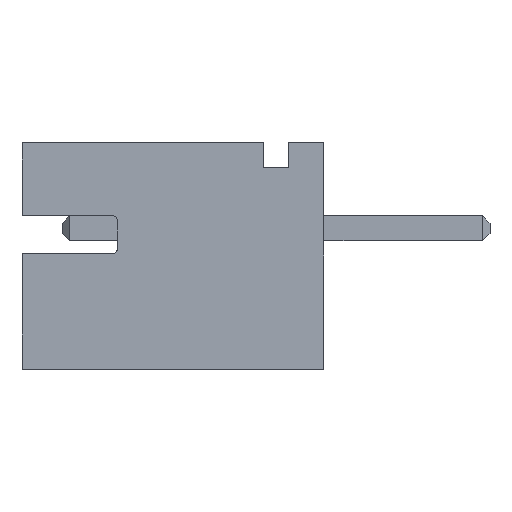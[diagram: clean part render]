
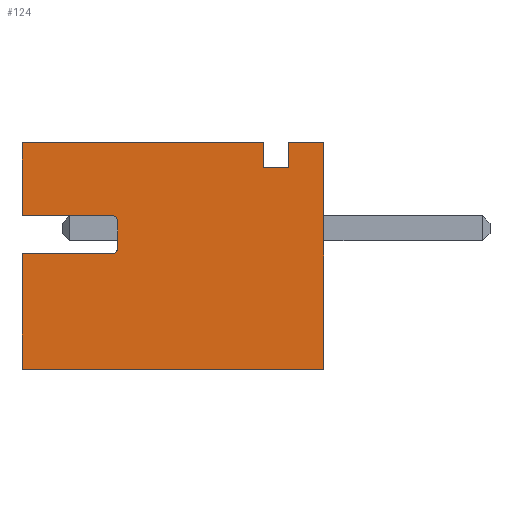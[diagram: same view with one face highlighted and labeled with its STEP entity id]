
A CAD part, left-side view. The second image highlights one B-rep face of the part: STEP entity #124.
In plain terms, the highlighted planar face has unit normal (-1, 0, 0).
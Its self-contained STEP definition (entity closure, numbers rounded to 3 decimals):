
#64 = CIRCLE ( 'NONE', #2990, 0.1 ) ;
#103 = LINE ( 'NONE', #3780, #1637 ) ;
#124 = ADVANCED_FACE ( 'NONE', ( #3531 ), #3557, .F. ) ;
#171 = LINE ( 'NONE', #5008, #475 ) ;
#197 = CARTESIAN_POINT ( 'NONE',  ( -4.95, 4.1, 0.15 ) ) ;
#225 = VECTOR ( 'NONE', #2848, 1000. ) ;
#314 = DIRECTION ( 'NONE',  ( 1., 0., 0. ) ) ;
#453 = ORIENTED_EDGE ( 'NONE', *, *, #4205, .T. ) ;
#470 = DIRECTION ( 'NONE',  ( 0., 0., 1. ) ) ;
#475 = VECTOR ( 'NONE', #1447, 1000. ) ;
#502 = LINE ( 'NONE', #931, #1966 ) ;
#516 = EDGE_CURVE ( 'NONE', #4374, #4643, #5017, .T. ) ;
#553 = DIRECTION ( 'NONE',  ( 1., 0., 0. ) ) ;
#603 = EDGE_CURVE ( 'NONE', #4510, #2680, #502, .T. ) ;
#611 = ORIENTED_EDGE ( 'NONE', *, *, #3532, .T. ) ;
#666 = ORIENTED_EDGE ( 'NONE', *, *, #1059, .T. ) ;
#699 = CARTESIAN_POINT ( 'NONE',  ( -4.95, 4.1, 0.7 ) ) ;
#882 = LINE ( 'NONE', #4926, #225 ) ;
#896 = CARTESIAN_POINT ( 'NONE',  ( -4.95, 4.2, 0.15 ) ) ;
#931 = CARTESIAN_POINT ( 'NONE',  ( -4.95, 6., -2.25 ) ) ;
#952 = CARTESIAN_POINT ( 'NONE',  ( -4.95, 6., -2.25 ) ) ;
#955 = CARTESIAN_POINT ( 'NONE',  ( -4.95, 0.7, 2.25 ) ) ;
#1024 = VERTEX_POINT ( 'NONE', #2016 ) ;
#1059 = EDGE_CURVE ( 'NONE', #1747, #3189, #882, .T. ) ;
#1084 = LINE ( 'NONE', #699, #2869 ) ;
#1092 = ORIENTED_EDGE ( 'NONE', *, *, #1440, .F. ) ;
#1134 = DIRECTION ( 'NONE',  ( 0., 0., -1. ) ) ;
#1177 = VECTOR ( 'NONE', #470, 1000. ) ;
#1387 = EDGE_CURVE ( 'NONE', #5072, #1665, #64, .T. ) ;
#1418 = CARTESIAN_POINT ( 'NONE',  ( -4.95, 0.7, 1.75 ) ) ;
#1440 = EDGE_CURVE ( 'NONE', #2128, #1024, #171, .T. ) ;
#1447 = DIRECTION ( 'NONE',  ( 0., -1., 0. ) ) ;
#1488 = EDGE_CURVE ( 'NONE', #4438, #1751, #2907, .T. ) ;
#1541 = DIRECTION ( 'NONE',  ( 0., 0., -1. ) ) ;
#1637 = VECTOR ( 'NONE', #4924, 1000. ) ;
#1638 = VERTEX_POINT ( 'NONE', #2698 ) ;
#1660 = VECTOR ( 'NONE', #4921, 1000. ) ;
#1665 = VERTEX_POINT ( 'NONE', #3644 ) ;
#1724 = ORIENTED_EDGE ( 'NONE', *, *, #516, .T. ) ;
#1747 = VERTEX_POINT ( 'NONE', #1418 ) ;
#1751 = VERTEX_POINT ( 'NONE', #3461 ) ;
#1786 = CARTESIAN_POINT ( 'NONE',  ( -4.95, 6., 0.8 ) ) ;
#1841 = ORIENTED_EDGE ( 'NONE', *, *, #3499, .T. ) ;
#1864 = LINE ( 'NONE', #1786, #3545 ) ;
#1870 = LINE ( 'NONE', #4225, #5065 ) ;
#1954 = CARTESIAN_POINT ( 'NONE',  ( -4.95, 4.2, 0.8 ) ) ;
#1966 = VECTOR ( 'NONE', #3821, 1000. ) ;
#2016 = CARTESIAN_POINT ( 'NONE',  ( -4.95, 0., 2.25 ) ) ;
#2116 = LINE ( 'NONE', #3320, #1660 ) ;
#2128 = VERTEX_POINT ( 'NONE', #955 ) ;
#2197 = DIRECTION ( 'NONE',  ( 0., -1., 0. ) ) ;
#2245 = ORIENTED_EDGE ( 'NONE', *, *, #603, .F. ) ;
#2310 = CARTESIAN_POINT ( 'NONE',  ( -4.95, 6., -2.25 ) ) ;
#2466 = DIRECTION ( 'NONE',  ( 0., 0., -1. ) ) ;
#2547 = ORIENTED_EDGE ( 'NONE', *, *, #2808, .T. ) ;
#2598 = DIRECTION ( 'NONE',  ( 0., 0., -1. ) ) ;
#2620 = ORIENTED_EDGE ( 'NONE', *, *, #3095, .F. ) ;
#2623 = DIRECTION ( 'NONE',  ( 0., 0., 1. ) ) ;
#2680 = VERTEX_POINT ( 'NONE', #4940 ) ;
#2683 = ORIENTED_EDGE ( 'NONE', *, *, #4365, .T. ) ;
#2698 = CARTESIAN_POINT ( 'NONE',  ( -4.95, 1.2, 2.25 ) ) ;
#2808 = EDGE_CURVE ( 'NONE', #2128, #1747, #2116, .T. ) ;
#2848 = DIRECTION ( 'NONE',  ( 0., 1., 0. ) ) ;
#2869 = VECTOR ( 'NONE', #1134, 1000. ) ;
#2907 = CIRCLE ( 'NONE', #3760, 0.1 ) ;
#2928 = LINE ( 'NONE', #3672, #3561 ) ;
#2990 = AXIS2_PLACEMENT_3D ( 'NONE', #896, #4905, #2466 ) ;
#3038 = CARTESIAN_POINT ( 'NONE',  ( -4.95, 0., -2.25 ) ) ;
#3095 = EDGE_CURVE ( 'NONE', #2680, #1638, #1870, .T. ) ;
#3096 = ORIENTED_EDGE ( 'NONE', *, *, #4352, .T. ) ;
#3172 = VERTEX_POINT ( 'NONE', #4791 ) ;
#3189 = VERTEX_POINT ( 'NONE', #4844 ) ;
#3204 = CARTESIAN_POINT ( 'NONE',  ( -4.95, 6., 0.8 ) ) ;
#3320 = CARTESIAN_POINT ( 'NONE',  ( -4.95, 0.7, 2.25 ) ) ;
#3402 = AXIS2_PLACEMENT_3D ( 'NONE', #2310, #314, #1541 ) ;
#3461 = CARTESIAN_POINT ( 'NONE',  ( -4.95, 4.1, 0.7 ) ) ;
#3469 = DIRECTION ( 'NONE',  ( 0., -1., 0. ) ) ;
#3499 = EDGE_CURVE ( 'NONE', #3189, #1638, #103, .T. ) ;
#3529 = CARTESIAN_POINT ( 'NONE',  ( -4.95, 6., -2.25 ) ) ;
#3531 = FACE_OUTER_BOUND ( 'NONE', #5126, .T. ) ;
#3532 = EDGE_CURVE ( 'NONE', #1665, #3172, #2928, .T. ) ;
#3545 = VECTOR ( 'NONE', #4589, 1000. ) ;
#3557 = PLANE ( 'NONE',  #3402 ) ;
#3561 = VECTOR ( 'NONE', #3721, 1000. ) ;
#3644 = CARTESIAN_POINT ( 'NONE',  ( -4.95, 4.2, 0.05 ) ) ;
#3672 = CARTESIAN_POINT ( 'NONE',  ( -4.95, 6., 0.05 ) ) ;
#3681 = CARTESIAN_POINT ( 'NONE',  ( -4.95, 6., -2.25 ) ) ;
#3721 = DIRECTION ( 'NONE',  ( 0., 1., 0. ) ) ;
#3760 = AXIS2_PLACEMENT_3D ( 'NONE', #4635, #553, #2598 ) ;
#3780 = CARTESIAN_POINT ( 'NONE',  ( -4.95, 1.2, 2.25 ) ) ;
#3813 = LINE ( 'NONE', #4227, #3897 ) ;
#3821 = DIRECTION ( 'NONE',  ( 0., 0., 1. ) ) ;
#3897 = VECTOR ( 'NONE', #2623, 1000. ) ;
#4017 = ORIENTED_EDGE ( 'NONE', *, *, #1387, .T. ) ;
#4073 = LINE ( 'NONE', #3681, #1177 ) ;
#4205 = EDGE_CURVE ( 'NONE', #4643, #1024, #3813, .T. ) ;
#4225 = CARTESIAN_POINT ( 'NONE',  ( -4.95, 6., 2.25 ) ) ;
#4227 = CARTESIAN_POINT ( 'NONE',  ( -4.95, 0., -2.25 ) ) ;
#4352 = EDGE_CURVE ( 'NONE', #4510, #4438, #1864, .T. ) ;
#4365 = EDGE_CURVE ( 'NONE', #1751, #5072, #1084, .T. ) ;
#4374 = VERTEX_POINT ( 'NONE', #3529 ) ;
#4438 = VERTEX_POINT ( 'NONE', #1954 ) ;
#4510 = VERTEX_POINT ( 'NONE', #3204 ) ;
#4589 = DIRECTION ( 'NONE',  ( 0., -1., 0. ) ) ;
#4635 = CARTESIAN_POINT ( 'NONE',  ( -4.95, 4.2, 0.7 ) ) ;
#4643 = VERTEX_POINT ( 'NONE', #3038 ) ;
#4728 = VECTOR ( 'NONE', #2197, 1000. ) ;
#4787 = ORIENTED_EDGE ( 'NONE', *, *, #4936, .F. ) ;
#4791 = CARTESIAN_POINT ( 'NONE',  ( -4.95, 6., 0.05 ) ) ;
#4844 = CARTESIAN_POINT ( 'NONE',  ( -4.95, 1.2, 1.75 ) ) ;
#4905 = DIRECTION ( 'NONE',  ( 1., 0., 0. ) ) ;
#4921 = DIRECTION ( 'NONE',  ( 0., 0., -1. ) ) ;
#4924 = DIRECTION ( 'NONE',  ( 0., 0., 1. ) ) ;
#4926 = CARTESIAN_POINT ( 'NONE',  ( -4.95, 1.2, 1.75 ) ) ;
#4936 = EDGE_CURVE ( 'NONE', #4374, #3172, #4073, .T. ) ;
#4940 = CARTESIAN_POINT ( 'NONE',  ( -4.95, 6., 2.25 ) ) ;
#4963 = ORIENTED_EDGE ( 'NONE', *, *, #1488, .T. ) ;
#5008 = CARTESIAN_POINT ( 'NONE',  ( -4.95, 6., 2.25 ) ) ;
#5017 = LINE ( 'NONE', #952, #4728 ) ;
#5065 = VECTOR ( 'NONE', #3469, 1000. ) ;
#5072 = VERTEX_POINT ( 'NONE', #197 ) ;
#5126 = EDGE_LOOP ( 'NONE', ( #2245, #3096, #4963, #2683, #4017, #611, #4787, #1724, #453, #1092, #2547, #666, #1841, #2620 ) ) ;
